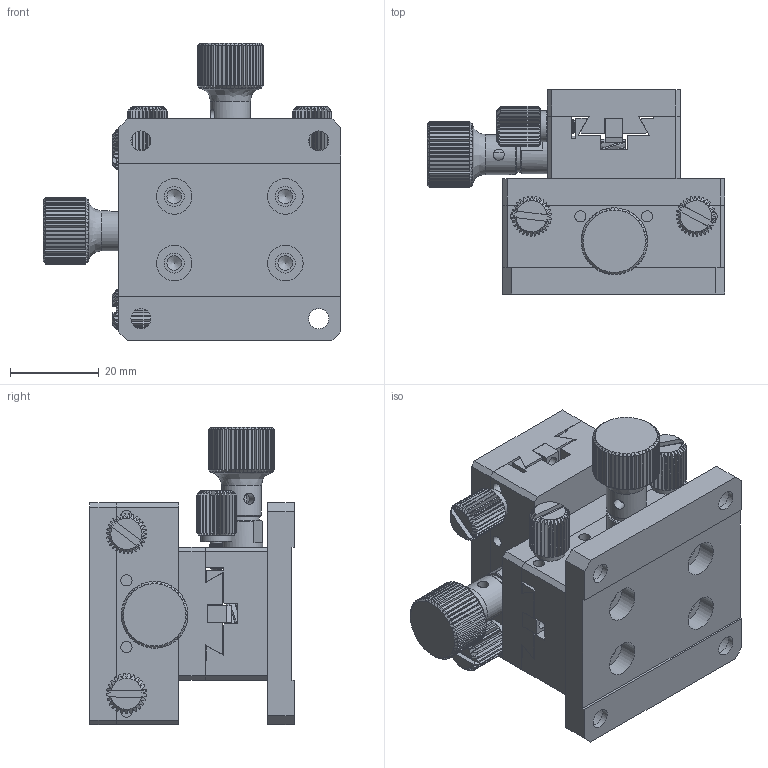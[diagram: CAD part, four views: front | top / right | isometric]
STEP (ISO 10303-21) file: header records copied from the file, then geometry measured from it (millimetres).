
FILE_DESCRIPTION (( 'STEP AP203' ), '1' );
FILE_NAME ('528828.STEP', '2024-10-16T02:05:37', ( 'Windows User' ), ( 'P R C' ), 'SwSTEP 2.0', 'SolidWorks 2020', '' );
FILE_SCHEMA (( 'CONFIG_CONTROL_DESIGN' ));
Products named in the file (1): 528828
Bounding box: 67 x 46 x 67 mm (x, y, z)
Volume: 74408.3 mm3; surface area: 44742.2 mm2
Topology: 21 solids, 21 shells, 1917 faces, 5119 edges, 3240 vertices
Faces by surface type: plane 1086, cone 382, cylinder 353, bspline 96
Full cylindrical faces by diameter (mm): 1.6 x4, 2.05 x4, 2.4 x4, 2.5 x14, 2.6 x4, 3.3 x24, 4 x4, 4.1 x4, 4.4 x2, 4.5 x14, 7 x4, 7.5 x2, 7.7 x4, 8 x16, 9 x4
Entity records: 247896 total; most frequent: CARTESIAN_POINT 203293, ORIENTED_EDGE 9774, DIRECTION 8443, EDGE_CURVE 4887, VERTEX_POINT 3173, AXIS2_PLACEMENT_3D 3119, VECTOR 2205, LINE 2205
